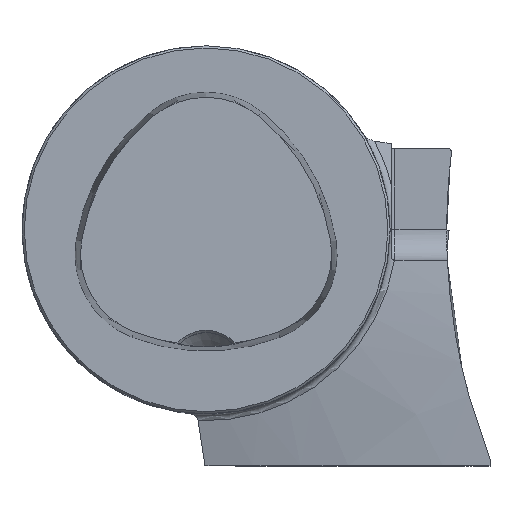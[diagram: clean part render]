
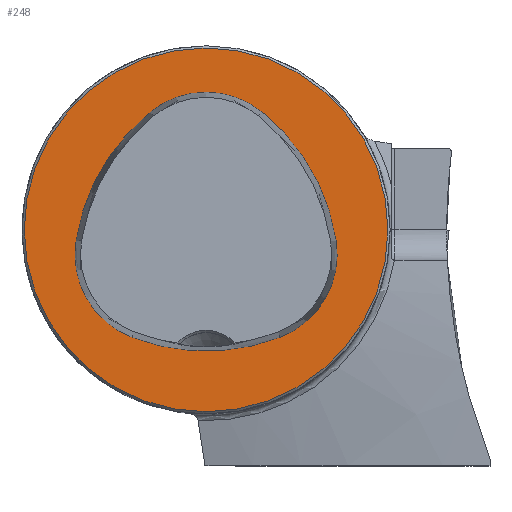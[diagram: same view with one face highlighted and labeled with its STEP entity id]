
A CAD part, top view. The second image highlights one B-rep face of the part: STEP entity #248.
In plain terms, the highlighted planar face has unit normal (0, 0, 1).
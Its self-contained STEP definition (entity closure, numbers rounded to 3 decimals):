
#106=FACE_BOUND('',#467,.T.);
#107=FACE_BOUND('',#468,.T.);
#120=PLANE('',#1961);
#248=ADVANCED_FACE('CU_E_LO_SU_1',(#106,#107),#120,.T.);
#467=EDGE_LOOP('',(#1017,#1018,#1019,#1020,#1021,#1022));
#468=EDGE_LOOP('',(#1023));
#566=CIRCLE('',#1952,28.075);
#568=CIRCLE('',#1955,28.075);
#569=CIRCLE('',#1956,12.075);
#570=CIRCLE('',#1957,28.075);
#571=CIRCLE('',#1958,12.075);
#572=CIRCLE('',#1959,12.075);
#573=CIRCLE('',#1960,24.7);
#1017=ORIENTED_EDGE('',*,*,#1675,.F.);
#1018=ORIENTED_EDGE('',*,*,#1676,.F.);
#1019=ORIENTED_EDGE('',*,*,#1677,.F.);
#1020=ORIENTED_EDGE('',*,*,#1678,.F.);
#1021=ORIENTED_EDGE('',*,*,#1672,.F.);
#1022=ORIENTED_EDGE('',*,*,#1679,.F.);
#1023=ORIENTED_EDGE('',*,*,#1680,.T.);
#1484=VERTEX_POINT('',#3192);
#1485=VERTEX_POINT('',#3194);
#1487=VERTEX_POINT('',#3200);
#1488=VERTEX_POINT('',#3201);
#1489=VERTEX_POINT('',#3203);
#1490=VERTEX_POINT('',#3205);
#1491=VERTEX_POINT('',#3209);
#1672=EDGE_CURVE('',#1484,#1485,#566,.T.);
#1675=EDGE_CURVE('',#1487,#1488,#568,.T.);
#1676=EDGE_CURVE('',#1489,#1487,#569,.T.);
#1677=EDGE_CURVE('',#1490,#1489,#570,.T.);
#1678=EDGE_CURVE('',#1485,#1490,#571,.T.);
#1679=EDGE_CURVE('',#1488,#1484,#572,.T.);
#1680=EDGE_CURVE('',#1491,#1491,#573,.T.);
#1952=AXIS2_PLACEMENT_3D('',#3193,#2224,#2225);
#1955=AXIS2_PLACEMENT_3D('',#3199,#2231,#2232);
#1956=AXIS2_PLACEMENT_3D('',#3202,#2233,#2234);
#1957=AXIS2_PLACEMENT_3D('',#3204,#2235,#2236);
#1958=AXIS2_PLACEMENT_3D('',#3206,#2237,#2238);
#1959=AXIS2_PLACEMENT_3D('',#3207,#2239,#2240);
#1960=AXIS2_PLACEMENT_3D('',#3208,#2241,#2242);
#1961=AXIS2_PLACEMENT_3D('',#3210,#2243,#2244);
#2224=DIRECTION('',(0.,0.,1.));
#2225=DIRECTION('',(1.,0.,0.));
#2231=DIRECTION('',(0.,0.,1.));
#2232=DIRECTION('',(1.,0.,0.));
#2233=DIRECTION('',(0.,0.,1.));
#2234=DIRECTION('',(1.,0.,0.));
#2235=DIRECTION('',(0.,0.,1.));
#2236=DIRECTION('',(1.,0.,0.));
#2237=DIRECTION('',(0.,0.,1.));
#2238=DIRECTION('',(1.,0.,0.));
#2239=DIRECTION('',(0.,0.,1.));
#2240=DIRECTION('',(1.,0.,0.));
#2241=DIRECTION('',(0.,0.,1.));
#2242=DIRECTION('',(1.,0.,0.));
#2243=DIRECTION('',(0.,0.,1.));
#2244=DIRECTION('',(1.,0.,0.));
#3192=CARTESIAN_POINT('',(-10.05,-14.595,0.));
#3193=CARTESIAN_POINT('',(0.,11.62,0.));
#3194=CARTESIAN_POINT('',(10.05,-14.595,0.));
#3199=CARTESIAN_POINT('',(10.078,-5.807,0.));
#3200=CARTESIAN_POINT('',(-7.606,15.999,0.));
#3201=CARTESIAN_POINT('',(-17.656,-1.443,0.));
#3202=CARTESIAN_POINT('',(0.,6.62,0.));
#3203=CARTESIAN_POINT('',(7.606,15.999,0.));
#3204=CARTESIAN_POINT('',(-10.078,-5.807,0.));
#3205=CARTESIAN_POINT('',(17.656,-1.443,0.));
#3206=CARTESIAN_POINT('',(5.727,-3.32,0.));
#3207=CARTESIAN_POINT('',(-5.727,-3.32,0.));
#3208=CARTESIAN_POINT('',(0.,0.,0.));
#3209=CARTESIAN_POINT('',(24.7,0.,0.));
#3210=CARTESIAN_POINT('',(0.,0.,0.));
